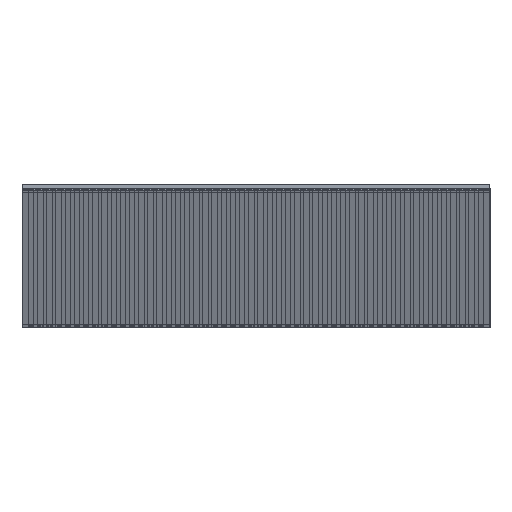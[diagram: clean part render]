
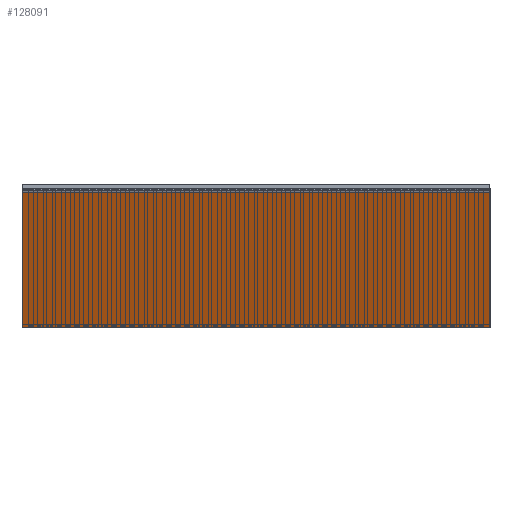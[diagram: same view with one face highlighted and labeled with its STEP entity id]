
A CAD part, left-side view. The second image highlights one B-rep face of the part: STEP entity #128091.
In plain terms, the highlighted planar face has unit normal (-0.914, 0, -0.405).
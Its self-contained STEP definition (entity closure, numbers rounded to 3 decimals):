
#70=B_SPLINE_CURVE_WITH_KNOTS('',3,(#162052,#162053,#162054,#162055),
 .UNSPECIFIED.,.F.,.F.,(4,4),(0.,1.),.UNSPECIFIED.);
#4223=ORIENTED_EDGE('',*,*,#31595,.F.);
#4224=ORIENTED_EDGE('',*,*,#31906,.F.);
#4225=ORIENTED_EDGE('',*,*,#31589,.T.);
#4226=ORIENTED_EDGE('',*,*,#31908,.T.);
#31589=EDGE_CURVE('',#45492,#45491,#55183,.T.);
#31595=EDGE_CURVE('',#45497,#45498,#55189,.T.);
#31906=EDGE_CURVE('',#45492,#45497,#70,.T.);
#31908=EDGE_CURVE('',#45491,#45498,#55501,.T.);
#45491=VERTEX_POINT('',#161371);
#45492=VERTEX_POINT('',#161373);
#45497=VERTEX_POINT('',#161384);
#45498=VERTEX_POINT('',#161386);
#55183=LINE('',#161372,#67379);
#55189=LINE('',#161385,#67385);
#55501=LINE('',#162059,#67697);
#67379=VECTOR('',#139075,1000.);
#67385=VECTOR('',#139083,1000.);
#67697=VECTOR('',#139519,1000.);
#79050=EDGE_LOOP('',(#4223,#4224,#4225,#4226));
#83954=FACE_BOUND('',#79050,.T.);
#88858=PLANE('',#133050);
#128091=ADVANCED_FACE('',(#83954),#88858,.T.);
#133050=AXIS2_PLACEMENT_3D('',#162058,#139517,#139518);
#139075=DIRECTION('',(0.405,0.,-0.914));
#139083=DIRECTION('',(0.405,0.,-0.914));
#139517=DIRECTION('',(-0.914,0.,-0.405));
#139518=DIRECTION('',(-0.405,0.,0.914));
#139519=DIRECTION('',(0.,-1.,0.));
#161371=CARTESIAN_POINT('',(39.32,25.5,-7.575));
#161372=CARTESIAN_POINT('',(36.04,25.5,-0.167));
#161373=CARTESIAN_POINT('',(36.04,25.5,-0.167));
#161384=CARTESIAN_POINT('',(36.04,0.,-0.167));
#161385=CARTESIAN_POINT('',(36.04,0.,-0.167));
#161386=CARTESIAN_POINT('',(39.32,0.,-7.575));
#162052=CARTESIAN_POINT('',(36.04,25.5,-0.167));
#162053=CARTESIAN_POINT('',(36.04,17.,-0.167));
#162054=CARTESIAN_POINT('',(36.04,8.5,-0.167));
#162055=CARTESIAN_POINT('',(36.04,0.,-0.167));
#162058=CARTESIAN_POINT('',(36.04,25.5,-0.167));
#162059=CARTESIAN_POINT('',(39.32,25.5,-7.575));
